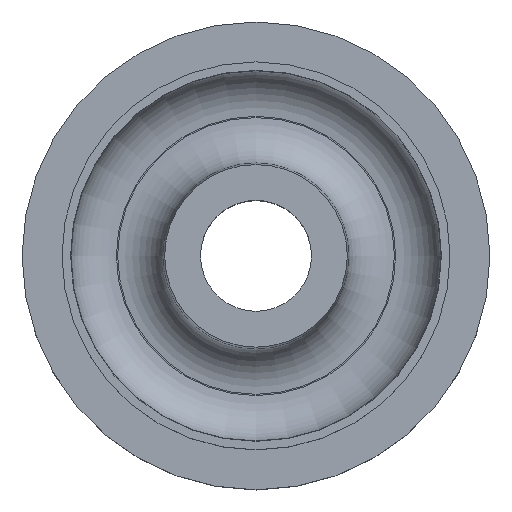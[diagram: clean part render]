
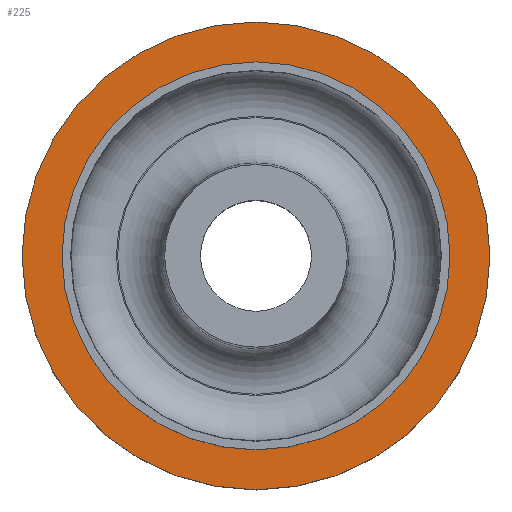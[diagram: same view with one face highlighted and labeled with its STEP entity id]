
A CAD part, top view. The second image highlights one B-rep face of the part: STEP entity #225.
In plain terms, the highlighted planar face has unit normal (0, 0, 1).
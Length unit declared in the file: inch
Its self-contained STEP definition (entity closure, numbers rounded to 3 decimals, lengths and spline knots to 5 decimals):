
#37=FACE_BOUND('',#88,.T.);
#57=FACE_OUTER_BOUND('',#87,.T.);
#87=EDGE_LOOP('',(#187));
#88=EDGE_LOOP('',(#188));
#117=CIRCLE('',#275,1.28125);
#118=CIRCLE('',#277,1.0625);
#137=VERTEX_POINT('',#408);
#138=VERTEX_POINT('',#411);
#157=EDGE_CURVE('',#137,#137,#117,.T.);
#158=EDGE_CURVE('',#138,#138,#118,.T.);
#187=ORIENTED_EDGE('',*,*,#157,.F.);
#188=ORIENTED_EDGE('',*,*,#158,.T.);
#211=PLANE('',#276);
#225=ADVANCED_FACE('',(#57,#37),#211,.F.);
#275=AXIS2_PLACEMENT_3D('',#409,#337,#338);
#276=AXIS2_PLACEMENT_3D('',#410,#339,#340);
#277=AXIS2_PLACEMENT_3D('',#412,#341,#342);
#337=DIRECTION('center_axis',(0.,0.,-1.));
#338=DIRECTION('ref_axis',(-1.,0.,0.));
#339=DIRECTION('center_axis',(0.,0.,-1.));
#340=DIRECTION('ref_axis',(-1.,0.,0.));
#341=DIRECTION('center_axis',(0.,0.,-1.));
#342=DIRECTION('ref_axis',(-1.,0.,0.));
#408=CARTESIAN_POINT('',(-1.28125,0.,0.25));
#409=CARTESIAN_POINT('Origin',(0.,0.,0.25));
#410=CARTESIAN_POINT('Origin',(0.,1.0625,0.25));
#411=CARTESIAN_POINT('',(-1.0625,0.,0.25));
#412=CARTESIAN_POINT('Origin',(0.,0.,0.25));
